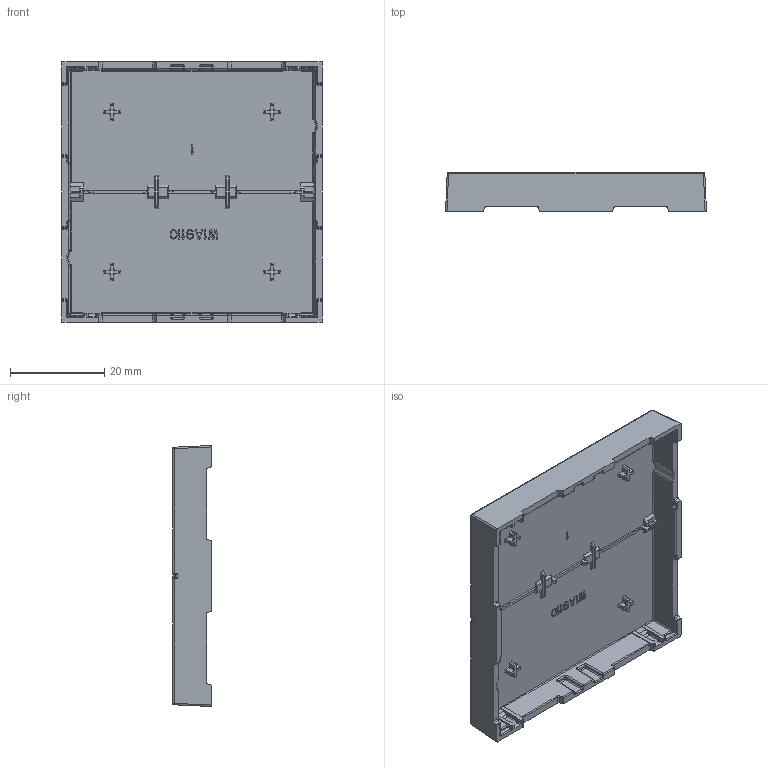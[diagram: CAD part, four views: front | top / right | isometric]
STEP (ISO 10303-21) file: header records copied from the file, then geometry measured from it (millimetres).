
FILE_DESCRIPTION((''),'2;1');
FILE_NAME('WAN7050WM_ASM','2025-04-16T07:20:44',('weberr1'),(''),'CREO PARAMETRIC BY PTC INC, 2023154','CREO PARAMETRIC BY PTC INC, 2023154','');
FILE_SCHEMA(('CONFIG_CONTROL_DESIGN','SHAPE_APPEARANCE_LAYERS_GROUPS'));
Products named in the file (3): W1A9110_MB; W1A9112_99; WAN7050WM_ASM
Assembly tree (2 placements, depth 2):
  WAN7050WM_ASM
    W1A9110_MB
    W1A9112_99
Bounding box: 55.4 x 8.2 x 55.4 mm (x, y, z)
Volume: 7117.4 mm3; surface area: 9492.8 mm2
Topology: 2 solids, 2 shells, 1141 faces, 2922 edges, 1796 vertices
Faces by surface type: plane 470, cylinder 404, bspline 160, sphere 48, cone 39, torus 20
Entity records: 52773 total; most frequent: CARTESIAN_POINT 18453, ORIENTED_EDGE 5844, DIRECTION 4752, EDGE_CURVE 2922, VERTEX_POINT 1796, VECTOR 1768, LINE 1768, AXIS2_PLACEMENT_3D 1492
